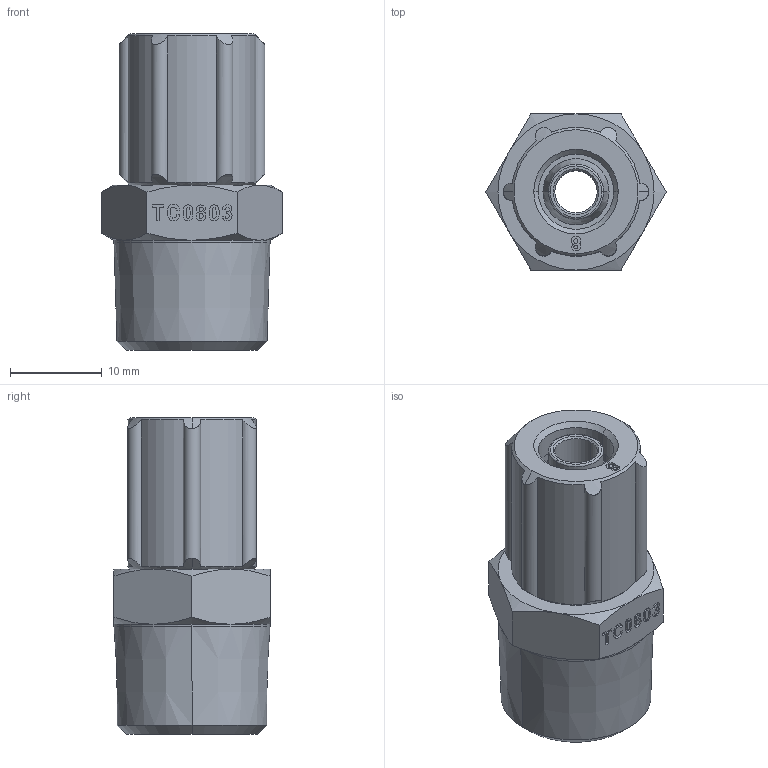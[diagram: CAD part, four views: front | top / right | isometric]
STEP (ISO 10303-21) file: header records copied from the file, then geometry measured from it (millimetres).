
FILE_DESCRIPTION((''),'2;1');
FILE_NAME('TC0803-mdt.stp','2017-07-21T09:39:14',(''),(''),'Mechanical Desktop 2009','Mechanical Desktop 2009',', , ');
FILE_SCHEMA(('CONFIG_CONTROL_DESIGN'));
Length unit declared in the file: millimetre
Products named in the file (2): TC0803-MDTA; TC0803-MDT
Assembly tree (1 placements, depth 2):
  TC0803-MDTA
    TC0803-MDT
Bounding box: 19.63 x 17 x 34.5 mm (x, y, z)
Volume: 5145 mm3; surface area: 3395.5 mm2
Topology: 1 solids, 2 shells, 423 faces, 1164 edges, 762 vertices
Faces by surface type: plane 351, cone 36, cylinder 32, torus 2, bspline 2
Entity records: 13589 total; most frequent: CARTESIAN_POINT 2743, ORIENTED_EDGE 2328, DIRECTION 2062, EDGE_CURVE 1164, VECTOR 1032, LINE 1032, VERTEX_POINT 762, AXIS2_PLACEMENT_3D 515
